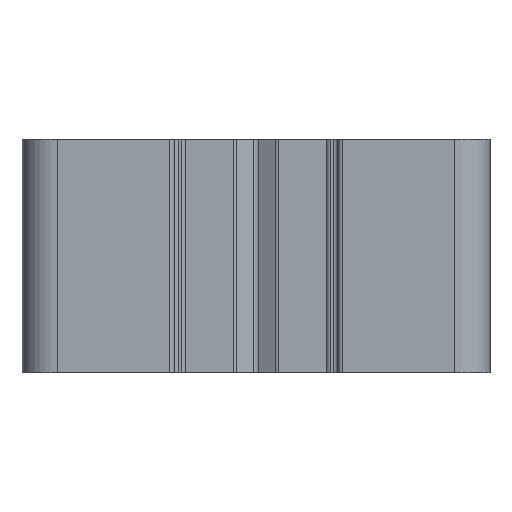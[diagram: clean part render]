
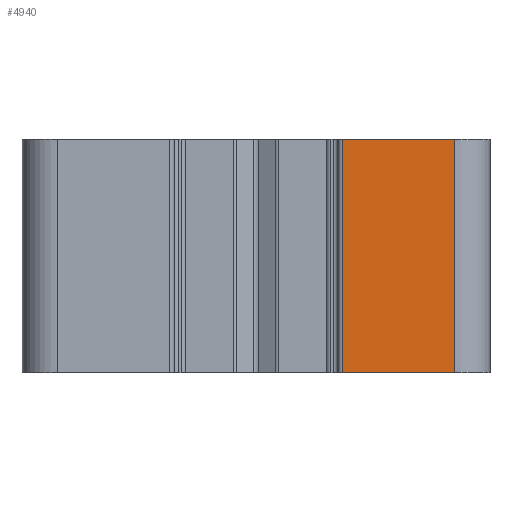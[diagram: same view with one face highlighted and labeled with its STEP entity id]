
A CAD part, front view. The second image highlights one B-rep face of the part: STEP entity #4940.
In plain terms, the highlighted planar face has unit normal (0, -1, 0).
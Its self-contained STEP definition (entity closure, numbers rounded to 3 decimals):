
#4882=CARTESIAN_POINT('',(8.5,-30.,10.0));
#4883=VERTEX_POINT('',#4882);
#4891=CARTESIAN_POINT('',(8.5,-30.,0.0));
#4892=VERTEX_POINT('',#4891);
#4893=CARTESIAN_POINT('',(8.5,-30.,0.0));
#4894=DIRECTION('',(0.0,0.0,1.0));
#4895=VECTOR('',#4894,10.0);
#4896=LINE('',#4893,#4895);
#4897=EDGE_CURVE('',#4892,#4883,#4896,.T.);
#4910=CARTESIAN_POINT('',(8.5,-30.,0.0));
#4911=DIRECTION('',(0.0,-1.0,0.0));
#4912=DIRECTION('',(0.0,0.0,-1.0));
#4913=AXIS2_PLACEMENT_3D('',#4910,#4911,#4912);
#4914=PLANE('',#4913);
#4915=CARTESIAN_POINT('',(3.7,-30.,10.0));
#4916=VERTEX_POINT('',#4915);
#4917=CARTESIAN_POINT('',(8.5,-30.,10.0));
#4918=DIRECTION('',(-1.0,0.0,0.0));
#4919=VECTOR('',#4918,4.8);
#4920=LINE('',#4917,#4919);
#4921=EDGE_CURVE('',#4883,#4916,#4920,.T.);
#4922=ORIENTED_EDGE('',*,*,#4921,.T.);
#4923=CARTESIAN_POINT('',(3.7,-30.,0.0));
#4924=VERTEX_POINT('',#4923);
#4925=CARTESIAN_POINT('',(3.7,-30.,0.0));
#4926=DIRECTION('',(0.0,0.0,1.0));
#4927=VECTOR('',#4926,10.0);
#4928=LINE('',#4925,#4927);
#4929=EDGE_CURVE('',#4924,#4916,#4928,.T.);
#4930=ORIENTED_EDGE('',*,*,#4929,.F.);
#4931=CARTESIAN_POINT('',(3.7,-30.,0.0));
#4932=DIRECTION('',(1.0,0.0,0.0));
#4933=VECTOR('',#4932,4.8);
#4934=LINE('',#4931,#4933);
#4935=EDGE_CURVE('',#4924,#4892,#4934,.T.);
#4936=ORIENTED_EDGE('',*,*,#4935,.T.);
#4937=ORIENTED_EDGE('',*,*,#4897,.T.);
#4938=EDGE_LOOP('',(#4922,#4930,#4936,#4937));
#4939=FACE_OUTER_BOUND('',#4938,.T.);
#4940=ADVANCED_FACE('',(#4939),#4914,.T.);
